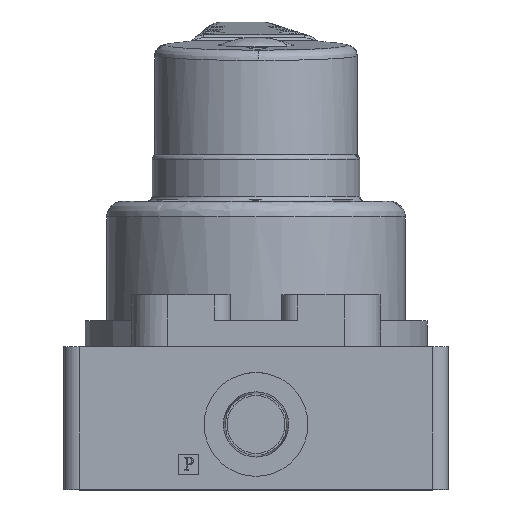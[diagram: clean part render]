
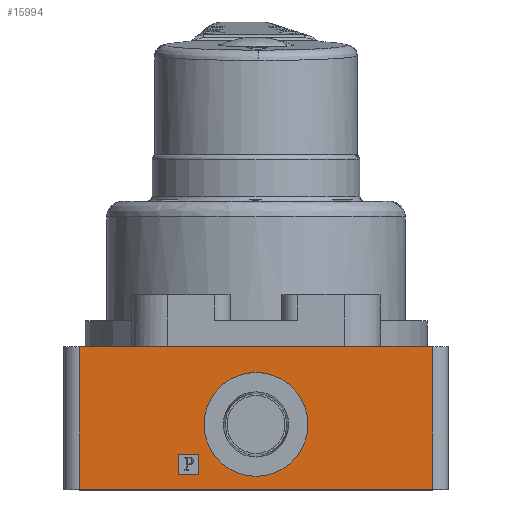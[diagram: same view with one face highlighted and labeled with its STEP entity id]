
A CAD part, top view. The second image highlights one B-rep face of the part: STEP entity #15994.
In plain terms, the highlighted planar face has unit normal (0, 0, 1).
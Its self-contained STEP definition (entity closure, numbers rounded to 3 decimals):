
#154 = CARTESIAN_POINT ( 'NONE',  ( -56.191, -88.143, 39.23 ) ) ;
#367 = EDGE_LOOP ( 'NONE', ( #27020, #28724 ) ) ;
#393 = CARTESIAN_POINT ( 'NONE',  ( -56.191, -85.343, 39.23 ) ) ;
#482 = ORIENTED_EDGE ( 'NONE', *, *, #9037, .F. ) ;
#1212 = FACE_OUTER_BOUND ( 'NONE', #9609, .T. ) ;
#1334 = VERTEX_POINT ( 'NONE', #7992 ) ;
#1386 = CARTESIAN_POINT ( 'NONE',  ( -19.191, -75.643, 39.23 ) ) ;
#1663 = DIRECTION ( 'NONE',  ( 0., 0., 1. ) ) ;
#1776 = VERTEX_POINT ( 'NONE', #12456 ) ;
#2088 = LINE ( 'NONE', #393, #26704 ) ;
#2241 = CARTESIAN_POINT ( 'NONE',  ( -56.191, -81.343, 39.23 ) ) ;
#2508 = VECTOR ( 'NONE', #20643, 1000. ) ;
#2844 = EDGE_CURVE ( 'NONE', #12249, #28756, #18849, .T. ) ;
#3705 = DIRECTION ( 'NONE',  ( 1., 0., 0. ) ) ;
#4274 = LINE ( 'NONE', #6474, #21978 ) ;
#5340 = VERTEX_POINT ( 'NONE', #20949 ) ;
#5726 = CARTESIAN_POINT ( 'NONE',  ( -30.191, -81.343, 39.23 ) ) ;
#5747 = ORIENTED_EDGE ( 'NONE', *, *, #27149, .F. ) ;
#6407 = EDGE_CURVE ( 'NONE', #5340, #12249, #4274, .T. ) ;
#6474 = CARTESIAN_POINT ( 'NONE',  ( 14.809, -60.643, 39.23 ) ) ;
#6812 = AXIS2_PLACEMENT_3D ( 'NONE', #11817, #13950, #16483 ) ;
#6821 = CARTESIAN_POINT ( 'NONE',  ( -30.191, -60.643, 39.23 ) ) ;
#6922 = VERTEX_POINT ( 'NONE', #13239 ) ;
#7181 = ORIENTED_EDGE ( 'NONE', *, *, #6407, .F. ) ;
#7869 = VERTEX_POINT ( 'NONE', #5726 ) ;
#7991 = DIRECTION ( 'NONE',  ( 1., 0., 0. ) ) ;
#7992 = CARTESIAN_POINT ( 'NONE',  ( -34.191, -81.343, 39.23 ) ) ;
#8294 = LINE ( 'NONE', #2241, #26000 ) ;
#8720 = EDGE_CURVE ( 'NONE', #1334, #6922, #15183, .T. ) ;
#9037 = EDGE_CURVE ( 'NONE', #29708, #7869, #14047, .T. ) ;
#9609 = EDGE_LOOP ( 'NONE', ( #16976, #28433, #7181, #26170 ) ) ;
#9663 = VECTOR ( 'NONE', #22922, 1000. ) ;
#9948 = VERTEX_POINT ( 'NONE', #10106 ) ;
#10106 = CARTESIAN_POINT ( 'NONE',  ( -9.191, -75.643, 39.23 ) ) ;
#10333 = AXIS2_PLACEMENT_3D ( 'NONE', #1386, #17525, #3705 ) ;
#10908 = EDGE_CURVE ( 'NONE', #6922, #29708, #2088, .T. ) ;
#11416 = CARTESIAN_POINT ( 'NONE',  ( -19.191, -60.643, 39.23 ) ) ;
#11475 = AXIS2_PLACEMENT_3D ( 'NONE', #15472, #1663, #17791 ) ;
#11504 = EDGE_CURVE ( 'NONE', #24312, #9948, #15480, .T. ) ;
#11817 = CARTESIAN_POINT ( 'NONE',  ( -56.191, -60.643, 39.23 ) ) ;
#11820 = LINE ( 'NONE', #11416, #9663 ) ;
#12168 = EDGE_CURVE ( 'NONE', #9948, #24312, #28500, .T. ) ;
#12249 = VERTEX_POINT ( 'NONE', #20137 ) ;
#12456 = CARTESIAN_POINT ( 'NONE',  ( -53.191, -60.643, 39.23 ) ) ;
#13042 = ORIENTED_EDGE ( 'NONE', *, *, #10908, .F. ) ;
#13239 = CARTESIAN_POINT ( 'NONE',  ( -34.191, -85.343, 39.23 ) ) ;
#13950 = DIRECTION ( 'NONE',  ( 0., 0., -1. ) ) ;
#14047 = LINE ( 'NONE', #6821, #2508 ) ;
#14139 = PLANE ( 'NONE',  #6812 ) ;
#14301 = DIRECTION ( 'NONE',  ( -1., 0., 0. ) ) ;
#14742 = CARTESIAN_POINT ( 'NONE',  ( -53.191, -60.643, 39.23 ) ) ;
#15183 = LINE ( 'NONE', #16042, #26795 ) ;
#15472 = CARTESIAN_POINT ( 'NONE',  ( -19.191, -75.643, 39.23 ) ) ;
#15480 = CIRCLE ( 'NONE', #11475, 10. ) ;
#15994 = ADVANCED_FACE ( 'NONE', ( #1212, #25781, #19628 ), #14139, .F. ) ;
#16042 = CARTESIAN_POINT ( 'NONE',  ( -34.191, -60.643, 39.23 ) ) ;
#16483 = DIRECTION ( 'NONE',  ( -1., 0., 0. ) ) ;
#16976 = ORIENTED_EDGE ( 'NONE', *, *, #23993, .F. ) ;
#17191 = DIRECTION ( 'NONE',  ( 0., 1., 0. ) ) ;
#17525 = DIRECTION ( 'NONE',  ( 0., 0., 1. ) ) ;
#17791 = DIRECTION ( 'NONE',  ( 1., 0., 0. ) ) ;
#18255 = CARTESIAN_POINT ( 'NONE',  ( -30.191, -85.343, 39.23 ) ) ;
#18849 = LINE ( 'NONE', #154, #25746 ) ;
#19628 = FACE_BOUND ( 'NONE', #367, .T. ) ;
#19677 = VECTOR ( 'NONE', #17191, 1000. ) ;
#20137 = CARTESIAN_POINT ( 'NONE',  ( 14.809, -88.143, 39.23 ) ) ;
#20643 = DIRECTION ( 'NONE',  ( 0., 1., 0. ) ) ;
#20949 = CARTESIAN_POINT ( 'NONE',  ( 14.809, -60.643, 39.23 ) ) ;
#21069 = EDGE_CURVE ( 'NONE', #5340, #1776, #11820, .T. ) ;
#21978 = VECTOR ( 'NONE', #22630, 1000. ) ;
#22630 = DIRECTION ( 'NONE',  ( 0., -1., 0. ) ) ;
#22922 = DIRECTION ( 'NONE',  ( -1., 0., 0. ) ) ;
#23849 = ORIENTED_EDGE ( 'NONE', *, *, #8720, .F. ) ;
#23993 = EDGE_CURVE ( 'NONE', #28756, #1776, #25833, .T. ) ;
#24312 = VERTEX_POINT ( 'NONE', #28030 ) ;
#25746 = VECTOR ( 'NONE', #14301, 1000. ) ;
#25781 = FACE_BOUND ( 'NONE', #28769, .T. ) ;
#25833 = LINE ( 'NONE', #14742, #19677 ) ;
#26000 = VECTOR ( 'NONE', #27641, 1000. ) ;
#26170 = ORIENTED_EDGE ( 'NONE', *, *, #21069, .T. ) ;
#26475 = CARTESIAN_POINT ( 'NONE',  ( -53.191, -88.143, 39.23 ) ) ;
#26704 = VECTOR ( 'NONE', #7991, 1000. ) ;
#26795 = VECTOR ( 'NONE', #29890, 1000. ) ;
#27020 = ORIENTED_EDGE ( 'NONE', *, *, #12168, .F. ) ;
#27149 = EDGE_CURVE ( 'NONE', #7869, #1334, #8294, .T. ) ;
#27641 = DIRECTION ( 'NONE',  ( -1., 0., 0. ) ) ;
#28030 = CARTESIAN_POINT ( 'NONE',  ( -29.191, -75.643, 39.23 ) ) ;
#28433 = ORIENTED_EDGE ( 'NONE', *, *, #2844, .F. ) ;
#28500 = CIRCLE ( 'NONE', #10333, 10. ) ;
#28724 = ORIENTED_EDGE ( 'NONE', *, *, #11504, .F. ) ;
#28756 = VERTEX_POINT ( 'NONE', #26475 ) ;
#28769 = EDGE_LOOP ( 'NONE', ( #23849, #5747, #482, #13042 ) ) ;
#29708 = VERTEX_POINT ( 'NONE', #18255 ) ;
#29890 = DIRECTION ( 'NONE',  ( 0., -1., 0. ) ) ;
